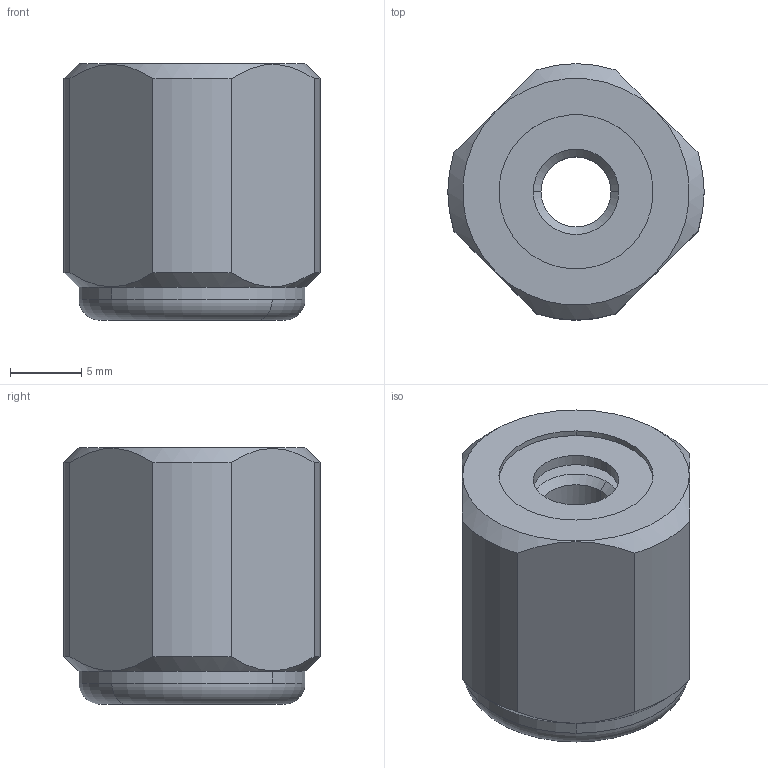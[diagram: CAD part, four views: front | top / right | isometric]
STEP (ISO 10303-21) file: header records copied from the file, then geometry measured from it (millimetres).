
FILE_DESCRIPTION(('STEP AP214'),'1');
FILE_NAME('HALDERN_EH_22150_1450.stp','2014-09-15T07:37:42',('TraceParts'),('TraceParts S.A.'),'XStep 1.0',' ',' ');
FILE_SCHEMA(('automotive_design'));
Length unit declared in the file: millimetre
Products named in the file (3): 1; 2; 3
Bounding box: 18 x 18 x 18 mm (x, y, z)
Volume: 2279.8 mm3; surface area: 3088.4 mm2
Topology: 3 solids, 3 shells, 58 faces, 142 edges, 94 vertices
Faces by surface type: cylinder 24, plane 22, cone 8, torus 4
Entity records: 3434 total; most frequent: CARTESIAN_POINT 329, DIRECTION 326, STYLED_ITEM 294, PRESENTATION_STYLE_ASSIGNMENT 294, COLOUR_RGB 294, ORIENTED_EDGE 284, EDGE_CURVE 142, CURVE_STYLE 142
